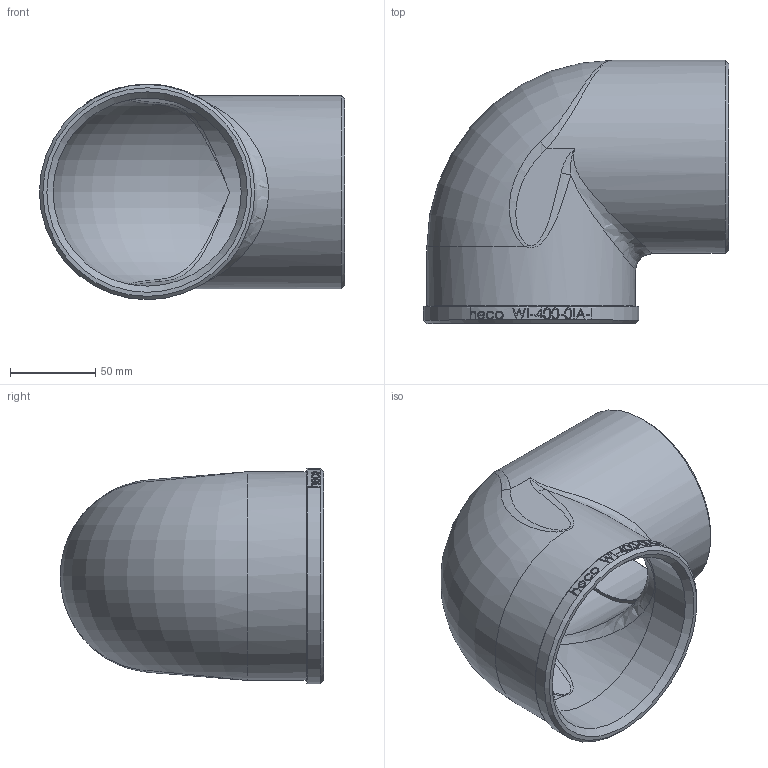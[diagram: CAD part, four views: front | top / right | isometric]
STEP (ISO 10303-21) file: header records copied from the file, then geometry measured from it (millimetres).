
FILE_DESCRIPTION (( 'STEP AP214' ), '1' );
FILE_NAME ('heco_WI-400-0IA-I.STEP', '2015-11-03T14:07:59', ( 'test' ), ( '' ), 'SwSTEP 2.0', 'SolidWorks 2011', '' );
FILE_SCHEMA (( 'AUTOMOTIVE_DESIGN' ));
Length unit declared in the file: millimetre
Products named in the file (1): heco_WI-400-0IA-I
Bounding box: 178.5 x 154.01 x 126.1 mm (x, y, z)
Volume: 323341.5 mm3; surface area: 140156.8 mm2
Topology: 1 solids, 1 shells, 202 faces, 506 edges, 324 vertices
Faces by surface type: bspline 99, plane 64, cylinder 30, cone 5, torus 4
Full cylindrical faces by diameter (mm): 101 x1, 104.83 x1, 110.072 x1, 113.03 x1, 113.8 x1, 122 x1, 126 x1
Entity records: 25289 total; most frequent: CARTESIAN_POINT 19159, ORIENTED_EDGE 958, EDGE_CURVE 479, DIRECTION 469, VERTEX_POINT 319, B_SPLINE_CURVE_WITH_KNOTS 301, EDGE_LOOP 244, FACE_OUTER_BOUND 211
